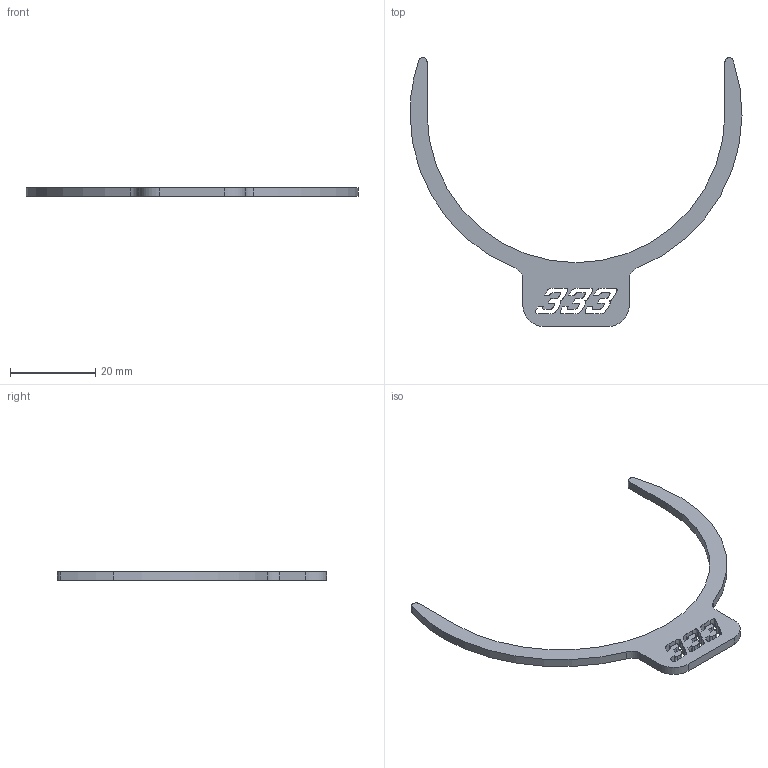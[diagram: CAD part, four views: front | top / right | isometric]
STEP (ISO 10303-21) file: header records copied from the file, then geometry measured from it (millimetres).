
FILE_DESCRIPTION (( 'STEP AP214' ), '1' );
FILE_NAME ('Cale pré-charge amortisseur RSP40 333.STEP', '2023-08-30T07:10:53', ( '' ), ( '' ), 'SwSTEP 2.0', 'SolidWorks 2023', '' );
FILE_SCHEMA (( 'AUTOMOTIVE_DESIGN' ));
Length unit declared in the file: millimetre
Products named in the file (1): Cale pré-charge amortisseur RSP40 333
Bounding box: 78 x 63.2 x 2 mm (x, y, z)
Volume: 1556 mm3; surface area: 2381.3 mm2
Topology: 1 solids, 1 shells, 116 faces, 342 edges, 228 vertices
Faces by surface type: bspline 54, plane 52, cylinder 10
Entity records: 5845 total; most frequent: CARTESIAN_POINT 3069, ORIENTED_EDGE 684, DIRECTION 380, EDGE_CURVE 342, VERTEX_POINT 228, LINE 214, VECTOR 214, EDGE_LOOP 122
